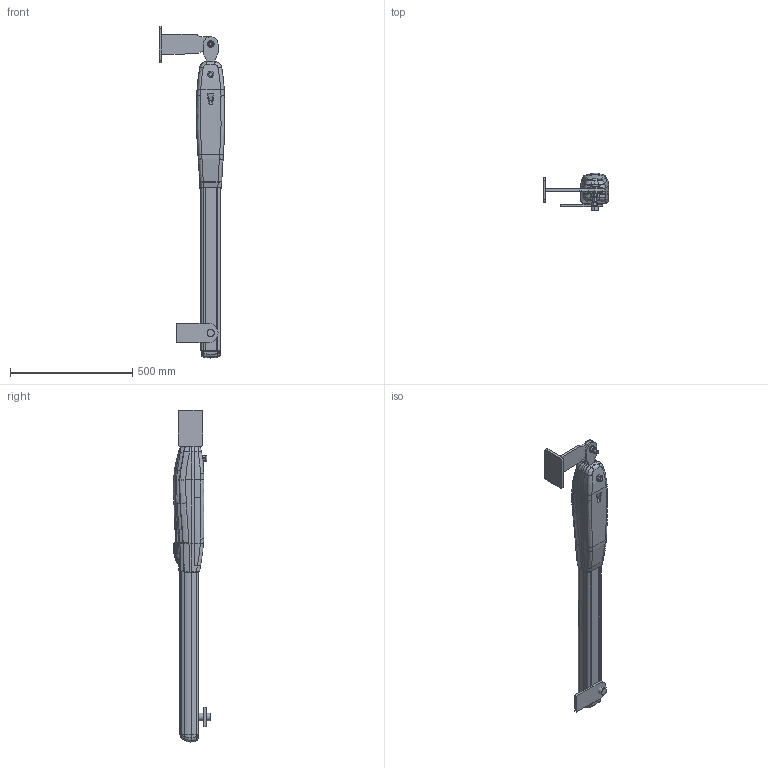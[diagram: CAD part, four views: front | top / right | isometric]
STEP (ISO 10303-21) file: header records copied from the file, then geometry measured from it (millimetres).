
FILE_DESCRIPTION (( 'STEP AP214' ), '1' );
FILE_NAME ('SMARTY 7.STEP', '2017-03-10T15:07:46', ( 'admin' ), ( 'Microsoft' ), 'SwSTEP 2.0', 'SolidWorks 2016', '' );
FILE_SCHEMA (( 'AUTOMOTIVE_DESIGN' ));
Length unit declared in the file: millimetre
Products named in the file (1): SMARTY 7
Bounding box: 268.51 x 152.95 x 1356.09 mm (x, y, z)
Volume: 9761542.9 mm3; surface area: 726023.8 mm2
Topology: 19 solids, 19 shells, 1153 faces, 2880 edges, 1791 vertices
Faces by surface type: bspline 563, plane 313, cylinder 166, cone 87, torus 20, sphere 4
Entity records: 56312 total; most frequent: CARTESIAN_POINT 33960, ORIENTED_EDGE 5732, EDGE_CURVE 2866, DIRECTION 2569, VERTEX_POINT 1791, B_SPLINE_CURVE_WITH_KNOTS 1695, EDGE_LOOP 1197, ADVANCED_FACE 1153
